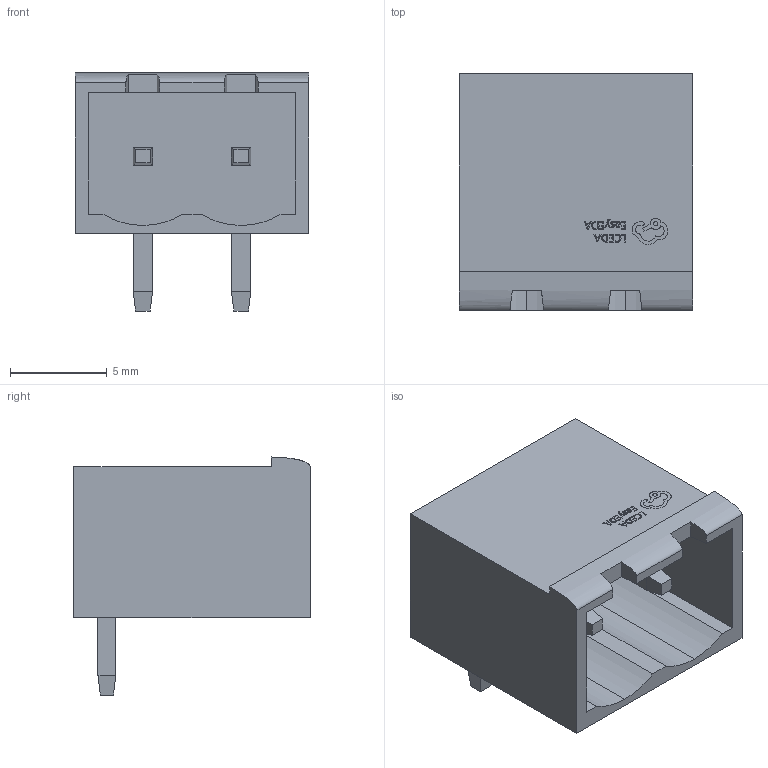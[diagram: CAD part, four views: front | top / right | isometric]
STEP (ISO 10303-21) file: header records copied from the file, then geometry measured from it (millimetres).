
FILE_DESCRIPTION(('FreeCAD Model'),'2;1');
FILE_NAME('Open CASCADE Shape Model','2024-06-11T18:01:33',(''),(''), 'Open CASCADE STEP processor 7.6','FreeCAD','Unknown');
FILE_SCHEMA(('AUTOMOTIVE_DESIGN { 1 0 10303 214 1 1 1 1 }'));
Length unit declared in the file: millimetre
Products named in the file (2): CONN-TH_2P-P5.08_WJ2EDGRC-5.08-2P; COMPOUND
Assembly tree (1 placements, depth 2):
  CONN-TH_2P-P5.08_WJ2EDGRC-5.08-2P
    COMPOUND
Bounding box: 12.06 x 12.2 x 12.3 mm (x, y, z)
Volume: 508.4 mm3; surface area: 1152 mm2
Topology: 14 solids, 14 shells, 392 faces, 3075 edges, 8874 vertices
Faces by surface type: plane 263, bspline 121, cylinder 8
Entity records: 58129 total; most frequent: CARTESIAN_POINT 21146, DIRECTION 4511, LINE 3805, VECTOR 3805, GEOMETRIC_CURVE_SET 2051, ORIENTED_EDGE 2050, PCURVE 2050, DEFINITIONAL_REPRESENTATION 2050
